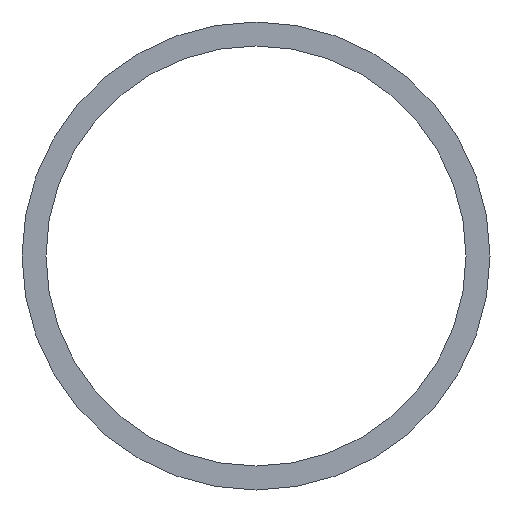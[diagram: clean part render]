
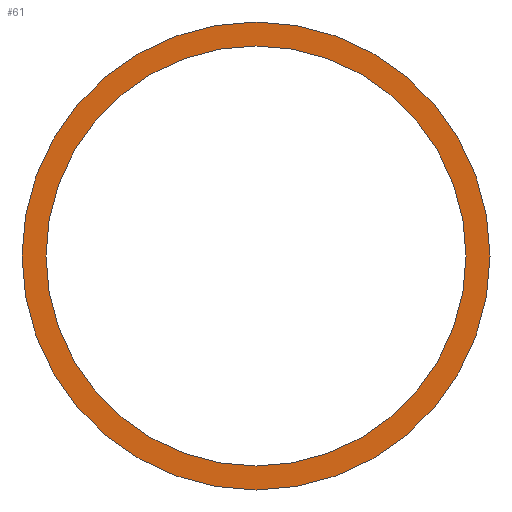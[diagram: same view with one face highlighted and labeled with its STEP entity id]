
A CAD part, left-side view. The second image highlights one B-rep face of the part: STEP entity #61.
In plain terms, the highlighted planar face has unit normal (-1, 0, 0).
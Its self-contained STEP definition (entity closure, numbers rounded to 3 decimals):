
#21=FACE_BOUND('',#28,.T.);
#23=FACE_OUTER_BOUND('',#27,.T.);
#27=EDGE_LOOP('',(#47));
#28=EDGE_LOOP('',(#48));
#33=CIRCLE('',#86,63.5);
#34=CIRCLE('',#87,57.);
#37=VERTEX_POINT('',#115);
#38=VERTEX_POINT('',#117);
#41=EDGE_CURVE('',#37,#37,#33,.T.);
#42=EDGE_CURVE('',#38,#38,#34,.T.);
#47=ORIENTED_EDGE('',*,*,#41,.F.);
#48=ORIENTED_EDGE('',*,*,#42,.T.);
#59=PLANE('',#85);
#61=ADVANCED_FACE('',(#23,#21),#59,.T.);
#85=AXIS2_PLACEMENT_3D('',#114,#95,#96);
#86=AXIS2_PLACEMENT_3D('',#116,#97,#98);
#87=AXIS2_PLACEMENT_3D('',#118,#99,#100);
#95=DIRECTION('center_axis',(-1.,0.,0.));
#96=DIRECTION('ref_axis',(0.,0.,1.));
#97=DIRECTION('center_axis',(1.,0.,0.));
#98=DIRECTION('ref_axis',(0.,0.,-1.));
#99=DIRECTION('center_axis',(1.,0.,0.));
#100=DIRECTION('ref_axis',(0.,0.,-1.));
#114=CARTESIAN_POINT('Origin',(0.,63.5,0.));
#115=CARTESIAN_POINT('',(0.,-63.5,0.));
#116=CARTESIAN_POINT('Origin',(0.,0.,0.));
#117=CARTESIAN_POINT('',(0.,-57.,0.));
#118=CARTESIAN_POINT('Origin',(0.,0.,0.));
